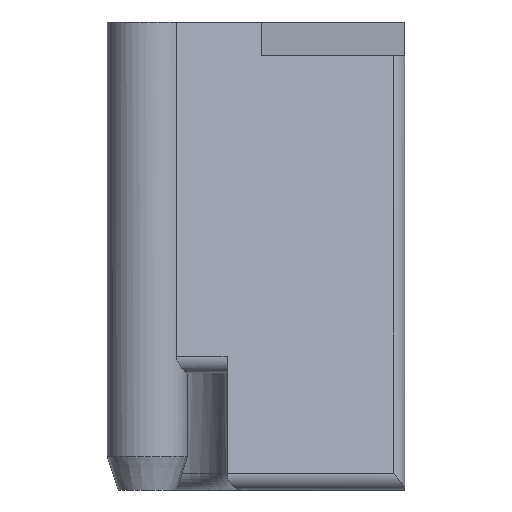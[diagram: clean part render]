
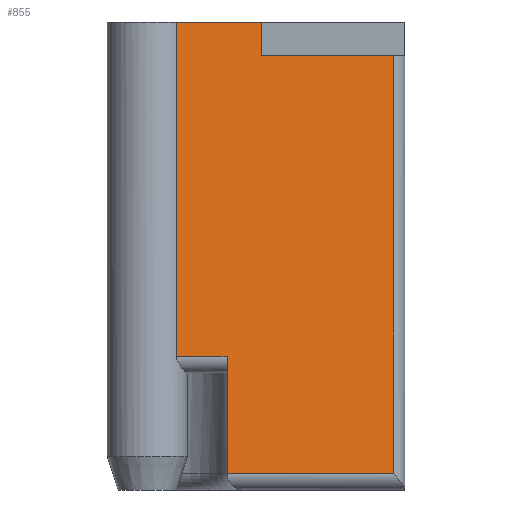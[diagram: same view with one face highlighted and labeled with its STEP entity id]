
A CAD part, front view. The second image highlights one B-rep face of the part: STEP entity #855.
In plain terms, the highlighted planar face has unit normal (0.342, -0.94, 0).
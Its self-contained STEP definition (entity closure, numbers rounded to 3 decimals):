
#30=PLANE('',#930);
#73=FACE_OUTER_BOUND('',#122,.T.);
#122=EDGE_LOOP('',(#624,#625,#626,#627,#628,#629,#630,#631));
#169=LINE('',#1275,#268);
#171=LINE('',#1281,#270);
#179=LINE('',#1298,#278);
#180=LINE('',#1313,#279);
#181=LINE('',#1315,#280);
#182=LINE('',#1317,#281);
#183=LINE('',#1319,#282);
#184=LINE('',#1320,#283);
#268=VECTOR('',#1014,10.);
#270=VECTOR('',#1020,10.);
#278=VECTOR('',#1032,10.);
#279=VECTOR('',#1037,10.);
#280=VECTOR('',#1038,10.);
#281=VECTOR('',#1039,10.);
#282=VECTOR('',#1040,10.);
#283=VECTOR('',#1041,10.);
#387=VERTEX_POINT('',#1238);
#393=VERTEX_POINT('',#1273);
#395=VERTEX_POINT('',#1279);
#402=VERTEX_POINT('',#1297);
#404=VERTEX_POINT('',#1312);
#405=VERTEX_POINT('',#1314);
#406=VERTEX_POINT('',#1316);
#407=VERTEX_POINT('',#1318);
#477=EDGE_CURVE('',#393,#387,#169,.T.);
#480=EDGE_CURVE('',#395,#393,#171,.T.);
#488=EDGE_CURVE('',#387,#402,#179,.T.);
#491=EDGE_CURVE('',#395,#404,#180,.T.);
#492=EDGE_CURVE('',#404,#405,#181,.T.);
#493=EDGE_CURVE('',#406,#405,#182,.T.);
#494=EDGE_CURVE('',#406,#407,#183,.T.);
#495=EDGE_CURVE('',#402,#407,#184,.T.);
#624=ORIENTED_EDGE('',*,*,#477,.F.);
#625=ORIENTED_EDGE('',*,*,#480,.F.);
#626=ORIENTED_EDGE('',*,*,#491,.T.);
#627=ORIENTED_EDGE('',*,*,#492,.T.);
#628=ORIENTED_EDGE('',*,*,#493,.F.);
#629=ORIENTED_EDGE('',*,*,#494,.T.);
#630=ORIENTED_EDGE('',*,*,#495,.F.);
#631=ORIENTED_EDGE('',*,*,#488,.F.);
#855=ADVANCED_FACE('',(#73),#30,.T.);
#930=AXIS2_PLACEMENT_3D('',#1311,#1035,#1036);
#1014=DIRECTION('',(-0.94,-0.342,0.));
#1020=DIRECTION('',(0.,0.,-1.));
#1032=DIRECTION('',(0.,0.,1.));
#1035=DIRECTION('center_axis',(0.342,-0.94,0.));
#1036=DIRECTION('ref_axis',(-0.94,-0.342,0.));
#1037=DIRECTION('',(-0.94,-0.342,0.));
#1038=DIRECTION('',(0.,0.,1.));
#1039=DIRECTION('',(0.94,0.342,0.));
#1040=DIRECTION('',(0.,0.,-1.));
#1041=DIRECTION('',(-0.94,-0.342,0.));
#1238=CARTESIAN_POINT('',(4.768,-0.553,-27.));
#1273=CARTESIAN_POINT('',(14.742,3.078,-27.));
#1275=CARTESIAN_POINT('',(13.465,2.613,-27.));
#1279=CARTESIAN_POINT('',(14.742,3.078,-2.));
#1281=CARTESIAN_POINT('',(14.742,3.078,0.));
#1297=CARTESIAN_POINT('',(4.768,-0.553,-20.));
#1298=CARTESIAN_POINT('',(4.768,-0.553,-21.));
#1311=CARTESIAN_POINT('Origin',(15.4,3.317,0.));
#1312=CARTESIAN_POINT('',(6.836,0.2,-2.));
#1313=CARTESIAN_POINT('',(13.259,2.538,-2.));
#1314=CARTESIAN_POINT('',(6.836,0.2,0.));
#1315=CARTESIAN_POINT('',(6.836,0.2,0.));
#1316=CARTESIAN_POINT('',(1.738,-1.656,0.));
#1317=CARTESIAN_POINT('',(-0.267,-2.385,0.));
#1318=CARTESIAN_POINT('',(1.738,-1.656,-20.));
#1319=CARTESIAN_POINT('',(1.738,-1.656,0.));
#1320=CARTESIAN_POINT('',(12.713,2.339,-20.));
